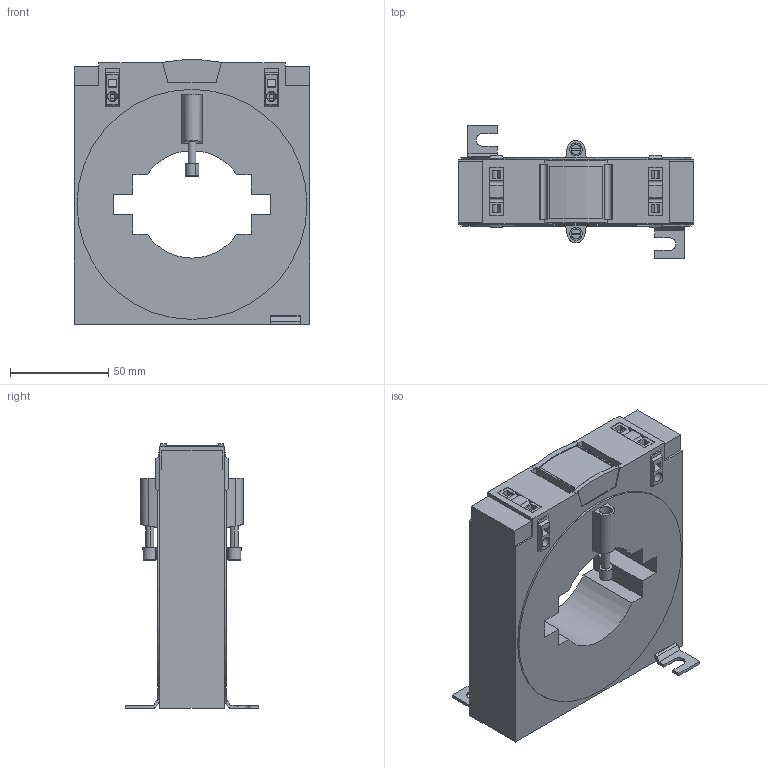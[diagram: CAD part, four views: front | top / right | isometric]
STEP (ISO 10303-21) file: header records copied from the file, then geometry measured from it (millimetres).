
FILE_DESCRIPTION(('CATIA V5 STEP Exchange','CAx-IF Rec.Pracs.--- Model Styling and Organization---1.4--- 2014-01-23'),'2;1');
FILE_NAME ('D1498779_1_2680240000_S3D_CMA_81_XXX.stp','2021-08-09T12:01:36+00:00',('none'),('Weidmueller'),'CATIA Version 5-6 Release 2016 SP3 HF44','CATIA V5 STEP AP214','none');
FILE_SCHEMA(('AUTOMOTIVE_DESIGN { 1 0 10303 214 1 1 1 1 }'));
Length unit declared in the file: millimetre
Products named in the file (1): S3D_CMA_81_XXX
Bounding box: 120 x 68 x 134.62 mm (x, y, z)
Volume: 450134 mm3; surface area: 67632.6 mm2
Topology: 9 solids, 9 shells, 349 faces, 924 edges, 616 vertices
Faces by surface type: plane 291, cylinder 50, cone 8
Entity records: 11082 total; most frequent: CARTESIAN_POINT 2403, ORIENTED_EDGE 1848, DIRECTION 1412, EDGE_CURVE 924, VECTOR 758, LINE 758, VERTEX_POINT 616, AXIS2_PLACEMENT_3D 387
